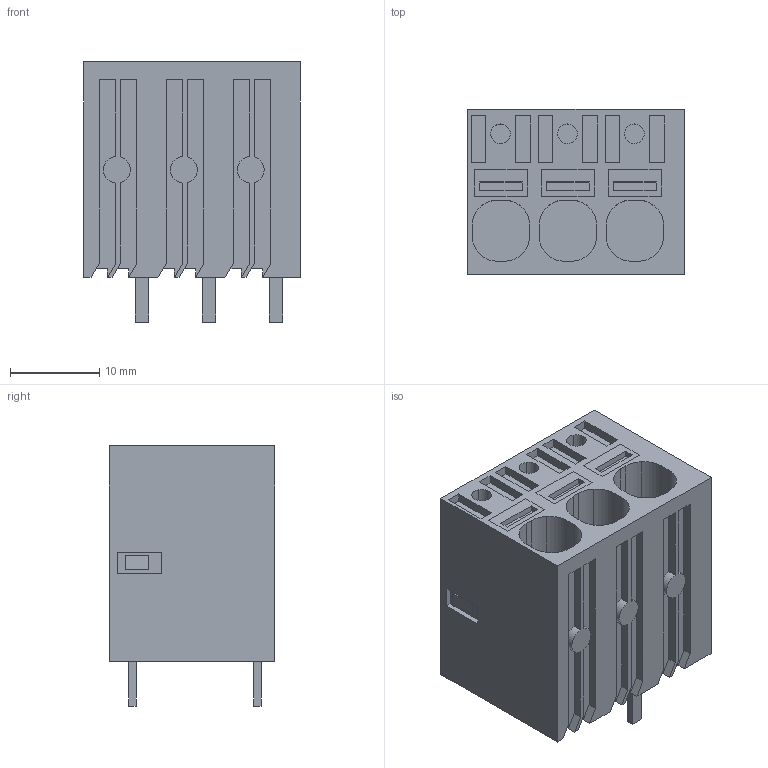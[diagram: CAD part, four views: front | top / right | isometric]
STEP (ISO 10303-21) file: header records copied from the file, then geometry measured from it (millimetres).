
FILE_DESCRIPTION(('CATIA V5 STEP Exchange','CAx-IF Rec.Pracs.--- Model Styling and Organization---1.4--- 2014-01-23'),'2;1');
FILE_NAME ('D1462817_1_2491630000_2491630000.stp','2018-11-19T14:44:12+00:00',('none'),('Weidmueller'),'CATIA Version 5-6 Release 2016 SP3 HF44','CATIA V5 STEP AP214','none');
FILE_SCHEMA(('AUTOMOTIVE_DESIGN { 1 0 10303 214 1 1 1 1 }'));
Length unit declared in the file: millimetre
Products named in the file (1): 2491630000
Bounding box: 24.3 x 18.5 x 29.15 mm (x, y, z)
Volume: 9597.2 mm3; surface area: 4553 mm2
Topology: 7 solids, 7 shells, 255 faces, 655 edges, 434 vertices
Faces by surface type: plane 219, cylinder 36
Entity records: 7570 total; most frequent: ORIENTED_EDGE 1310, CARTESIAN_POINT 1305, DIRECTION 1051, EDGE_CURVE 655, VECTOR 583, LINE 583, VERTEX_POINT 434, EDGE_LOOP 275
